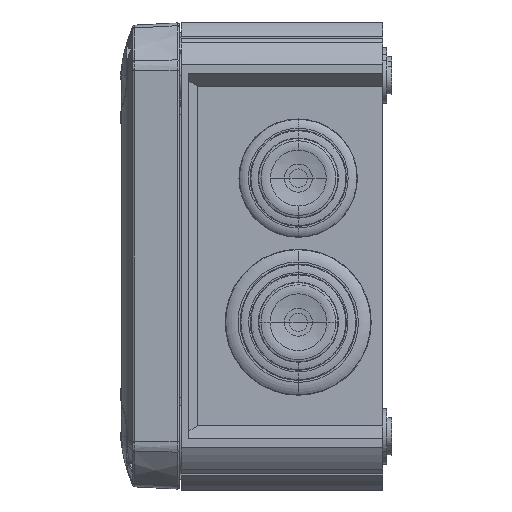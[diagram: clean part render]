
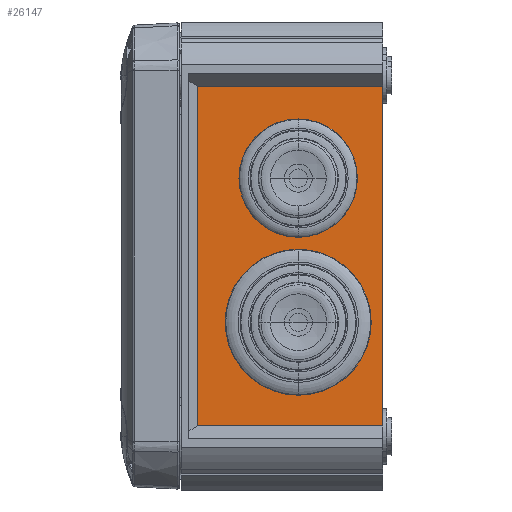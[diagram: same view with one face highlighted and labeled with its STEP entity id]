
A CAD part, left-side view. The second image highlights one B-rep face of the part: STEP entity #26147.
In plain terms, the highlighted planar face has unit normal (-1, 0, 0).
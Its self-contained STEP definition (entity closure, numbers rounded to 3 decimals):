
#410 = VERTEX_POINT ( 'NONE', #52906 ) ;
#2136 = DIRECTION ( 'NONE',  ( 0., 0., -1. ) ) ;
#16393 = VERTEX_POINT ( 'NONE', #88784 ) ;
#19168 = DIRECTION ( 'NONE',  ( 0., 0., 1. ) ) ;
#20037 = EDGE_CURVE ( 'NONE', #75887, #410, #75016, .T. ) ;
#23198 = VECTOR ( 'NONE', #51737, 1000. ) ;
#23510 = DIRECTION ( 'NONE',  ( 0., -1., 0. ) ) ;
#24932 = PLANE ( 'NONE',  #67423 ) ;
#26147 = ADVANCED_FACE ( 'NONE', ( #102852 ), #24932, .F. ) ;
#30111 = ORIENTED_EDGE ( 'NONE', *, *, #85704, .F. ) ;
#32993 = VECTOR ( 'NONE', #23510, 1000. ) ;
#36810 = ORIENTED_EDGE ( 'NONE', *, *, #83360, .T. ) ;
#40459 = CARTESIAN_POINT ( 'NONE',  ( -69.892, 46.24, 42.347 ) ) ;
#45306 = VERTEX_POINT ( 'NONE', #40459 ) ;
#48650 = ORIENTED_EDGE ( 'NONE', *, *, #72112, .T. ) ;
#51737 = DIRECTION ( 'NONE',  ( 0., -1., 0. ) ) ;
#52774 = VECTOR ( 'NONE', #2136, 1000. ) ;
#52906 = CARTESIAN_POINT ( 'NONE',  ( -69.892, 0., 42.347 ) ) ;
#53555 = EDGE_LOOP ( 'NONE', ( #30111, #36810, #48650, #80701 ) ) ;
#53806 = LINE ( 'NONE', #85707, #23198 ) ;
#56979 = VECTOR ( 'NONE', #19168, 1000. ) ;
#60776 = CARTESIAN_POINT ( 'NONE',  ( -69.892, 0., -42.347 ) ) ;
#63093 = CARTESIAN_POINT ( 'NONE',  ( -69.892, 48.35, 42.347 ) ) ;
#67423 = AXIS2_PLACEMENT_3D ( 'NONE', #63093, #95526, #78265 ) ;
#72112 = EDGE_CURVE ( 'NONE', #16393, #75887, #53806, .T. ) ;
#72649 = LINE ( 'NONE', #81036, #52774 ) ;
#75016 = LINE ( 'NONE', #98569, #56979 ) ;
#75887 = VERTEX_POINT ( 'NONE', #60776 ) ;
#78265 = DIRECTION ( 'NONE',  ( 0., 0., -1. ) ) ;
#78886 = CARTESIAN_POINT ( 'NONE',  ( -69.892, 48.35, 42.347 ) ) ;
#80701 = ORIENTED_EDGE ( 'NONE', *, *, #20037, .T. ) ;
#81036 = CARTESIAN_POINT ( 'NONE',  ( -69.892, 46.24, -42.347 ) ) ;
#83360 = EDGE_CURVE ( 'NONE', #45306, #16393, #72649, .T. ) ;
#85704 = EDGE_CURVE ( 'NONE', #45306, #410, #95115, .T. ) ;
#85707 = CARTESIAN_POINT ( 'NONE',  ( -69.892, 48.35, -42.347 ) ) ;
#88784 = CARTESIAN_POINT ( 'NONE',  ( -69.892, 46.24, -42.347 ) ) ;
#95115 = LINE ( 'NONE', #78886, #32993 ) ;
#95526 = DIRECTION ( 'NONE',  ( 1., 0., 0. ) ) ;
#98569 = CARTESIAN_POINT ( 'NONE',  ( -69.892, 0., 42.347 ) ) ;
#102852 = FACE_OUTER_BOUND ( 'NONE', #53555, .T. ) ;
